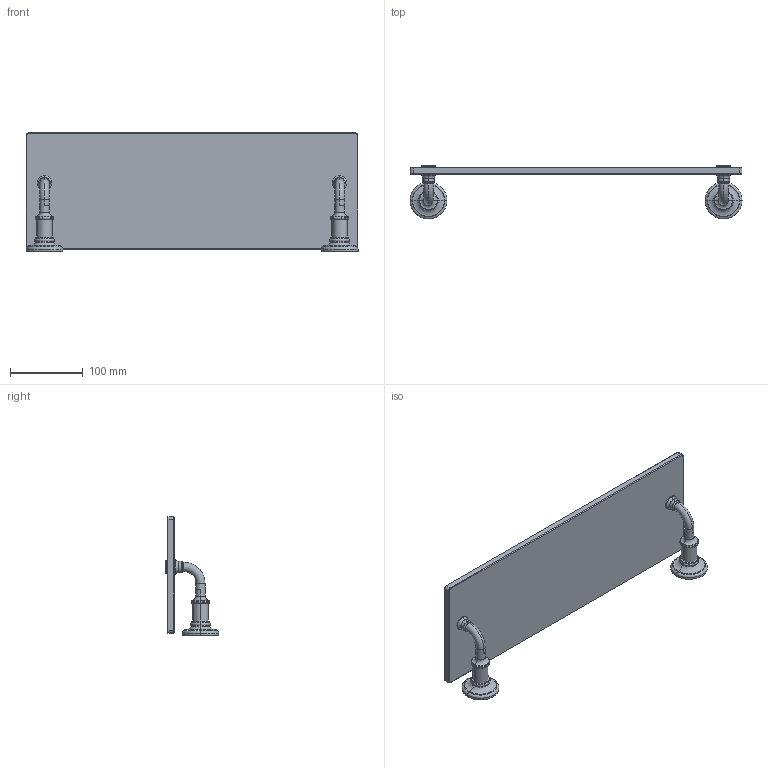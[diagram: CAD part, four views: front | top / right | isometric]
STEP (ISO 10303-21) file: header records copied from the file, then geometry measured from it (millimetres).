
FILE_DESCRIPTION((''),'2;1');
FILE_NAME('4534T-18_WEB','2010-09-03T',('project'),(''),'PRO/ENGINEER BY PARAMETRIC TECHNOLOGY CORPORATION, 2009300','PRO/ENGINEER BY PARAMETRIC TECHNOLOGY CORPORATION, 2009300','');
FILE_SCHEMA(('CONFIG_CONTROL_DESIGN'));
Length unit declared in the file: inch
Products named in the file (1): 4534T-18_WEB
Bounding box: 457.2 x 74.15 x 162.92 mm (x, y, z)
Surface area: 183741.8 mm2 (no closed solid volume)
Topology: 0 solids, 17 shells, 430 faces, 1570 edges, 1036 vertices
Faces by surface type: cylinder 186, plane 172, torus 56, cone 16
Entity records: 17984 total; most frequent: CARTESIAN_POINT 5724, ORIENTED_EDGE 2580, DIRECTION 2318, EDGE_CURVE 1570, VERTEX_POINT 1036, AXIS2_PLACEMENT_3D 910, B_SPLINE_CURVE_WITH_KNOTS 592, VECTOR 498
